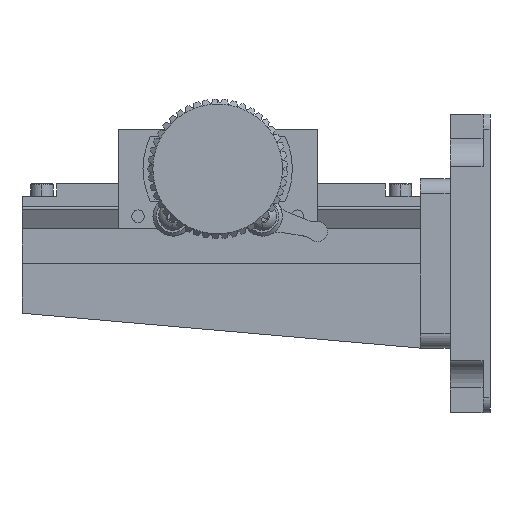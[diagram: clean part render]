
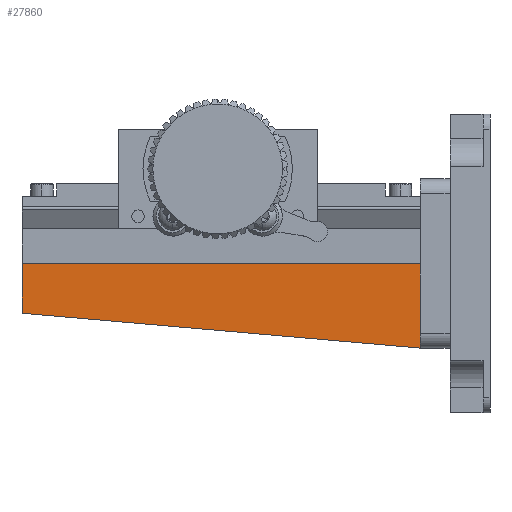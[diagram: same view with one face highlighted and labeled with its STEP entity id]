
A CAD part, left-side view. The second image highlights one B-rep face of the part: STEP entity #27860.
In plain terms, the highlighted planar face has unit normal (-1, 0, 0).
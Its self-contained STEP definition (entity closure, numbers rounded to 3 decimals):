
#1139 = ORIENTED_EDGE ( 'NONE', *, *, #23043, .F. ) ;
#2375 = PLANE ( 'NONE',  #29296 ) ;
#3211 = EDGE_CURVE ( 'NONE', #14335, #18386, #49901, .T. ) ;
#5173 = LINE ( 'NONE', #33412, #53042 ) ;
#6600 = EDGE_CURVE ( 'NONE', #34556, #14335, #9399, .T. ) ;
#7108 = DIRECTION ( 'NONE',  ( 0., 0., 1. ) ) ;
#8159 = FACE_OUTER_BOUND ( 'NONE', #56512, .T. ) ;
#9399 = LINE ( 'NONE', #49546, #34011 ) ;
#12098 = CARTESIAN_POINT ( 'NONE',  ( -5., 0., -17. ) ) ;
#14335 = VERTEX_POINT ( 'NONE', #57339 ) ;
#18386 = VERTEX_POINT ( 'NONE', #36029 ) ;
#19660 = DIRECTION ( 'NONE',  ( 0., -1., 0. ) ) ;
#21275 = VECTOR ( 'NONE', #53671, 1000. ) ;
#23043 = EDGE_CURVE ( 'NONE', #38597, #34556, #50957, .T. ) ;
#25471 = DIRECTION ( 'NONE',  ( 1., 0., 0. ) ) ;
#25845 = CARTESIAN_POINT ( 'NONE',  ( -5., 0., 0. ) ) ;
#27860 = ADVANCED_FACE ( 'NONE', ( #8159 ), #2375, .F. ) ;
#29296 = AXIS2_PLACEMENT_3D ( 'NONE', #25845, #25471, #43867 ) ;
#33412 = CARTESIAN_POINT ( 'NONE',  ( -5., 80., 0. ) ) ;
#34011 = VECTOR ( 'NONE', #45484, 1000. ) ;
#34556 = VERTEX_POINT ( 'NONE', #12098 ) ;
#36029 = CARTESIAN_POINT ( 'NONE',  ( -5., 80., 0. ) ) ;
#37524 = VECTOR ( 'NONE', #7108, 1000. ) ;
#38597 = VERTEX_POINT ( 'NONE', #46990 ) ;
#38878 = CARTESIAN_POINT ( 'NONE',  ( -5., 80., -10. ) ) ;
#39386 = ORIENTED_EDGE ( 'NONE', *, *, #58109, .F. ) ;
#43867 = DIRECTION ( 'NONE',  ( 0., 0., -1. ) ) ;
#45484 = DIRECTION ( 'NONE',  ( 0., 0.996, 0.087 ) ) ;
#46990 = CARTESIAN_POINT ( 'NONE',  ( -5., 0., 0. ) ) ;
#48600 = ORIENTED_EDGE ( 'NONE', *, *, #3211, .F. ) ;
#48862 = ORIENTED_EDGE ( 'NONE', *, *, #6600, .F. ) ;
#48970 = CARTESIAN_POINT ( 'NONE',  ( -5., 0., 0. ) ) ;
#49546 = CARTESIAN_POINT ( 'NONE',  ( -5., 0., -17. ) ) ;
#49901 = LINE ( 'NONE', #38878, #37524 ) ;
#50957 = LINE ( 'NONE', #48970, #21275 ) ;
#53042 = VECTOR ( 'NONE', #19660, 1000. ) ;
#53671 = DIRECTION ( 'NONE',  ( 0., 0., -1. ) ) ;
#56512 = EDGE_LOOP ( 'NONE', ( #39386, #48600, #48862, #1139 ) ) ;
#57339 = CARTESIAN_POINT ( 'NONE',  ( -5., 80., -10. ) ) ;
#58109 = EDGE_CURVE ( 'NONE', #18386, #38597, #5173, .T. ) ;
